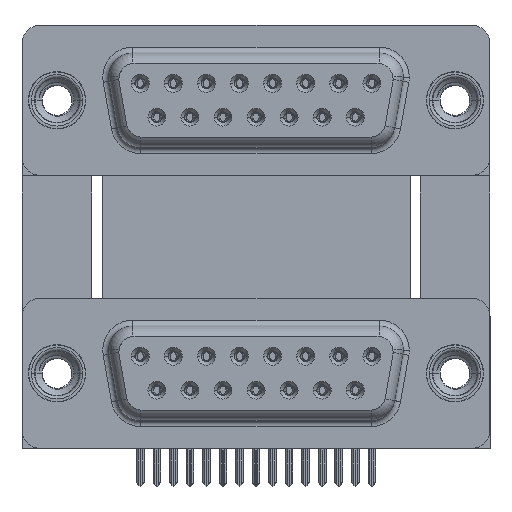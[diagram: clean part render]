
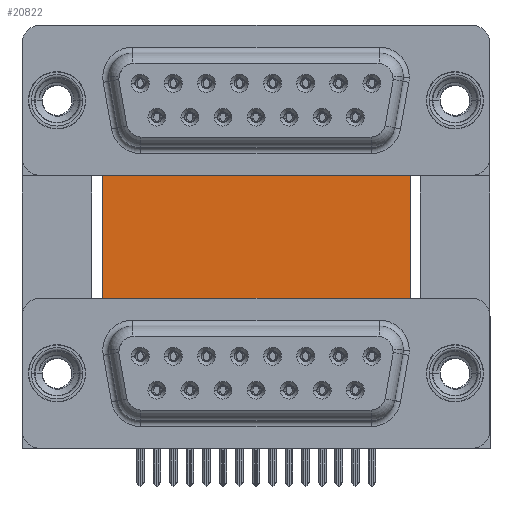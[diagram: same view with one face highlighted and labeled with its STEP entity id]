
A CAD part, top view. The second image highlights one B-rep face of the part: STEP entity #20822.
In plain terms, the highlighted planar face has unit normal (0, 0, 1).
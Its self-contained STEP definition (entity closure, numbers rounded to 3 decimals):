
#1788 = LINE ( 'NONE', #2272, #27525 ) ;
#2272 = CARTESIAN_POINT ( 'NONE',  ( 3.79, 16.585, -12. ) ) ;
#2495 = EDGE_LOOP ( 'NONE', ( #17346, #17078, #46640, #45881 ) ) ;
#4884 = AXIS2_PLACEMENT_3D ( 'NONE', #22722, #41749, #26196 ) ;
#5695 = EDGE_CURVE ( 'NONE', #26889, #6915, #21117, .T. ) ;
#5830 = CARTESIAN_POINT ( 'NONE',  ( 3.79, 16.585, -12. ) ) ;
#6528 = CARTESIAN_POINT ( 'NONE',  ( 3.79, 16.585, -12. ) ) ;
#6915 = VERTEX_POINT ( 'NONE', #19003 ) ;
#11105 = PLANE ( 'NONE',  #4884 ) ;
#12713 = VERTEX_POINT ( 'NONE', #6528 ) ;
#12969 = DIRECTION ( 'NONE',  ( 0., -1., 0. ) ) ;
#13055 = VECTOR ( 'NONE', #12969, 1000. ) ;
#13464 = VERTEX_POINT ( 'NONE', #35959 ) ;
#17078 = ORIENTED_EDGE ( 'NONE', *, *, #5695, .F. ) ;
#17346 = ORIENTED_EDGE ( 'NONE', *, *, #17466, .T. ) ;
#17466 = EDGE_CURVE ( 'NONE', #13464, #6915, #39031, .T. ) ;
#19003 = CARTESIAN_POINT ( 'NONE',  ( 29.58, -3.735, -12. ) ) ;
#19375 = CARTESIAN_POINT ( 'NONE',  ( 29.58, 16.585, -12. ) ) ;
#19755 = CARTESIAN_POINT ( 'NONE',  ( 3.79, -3.735, -12. ) ) ;
#20822 = ADVANCED_FACE ( 'NONE', ( #23435 ), #11105, .F. ) ;
#21117 = LINE ( 'NONE', #24577, #13055 ) ;
#21148 = DIRECTION ( 'NONE',  ( 1., 0., 0. ) ) ;
#22722 = CARTESIAN_POINT ( 'NONE',  ( 3.79, 16.585, -12. ) ) ;
#23435 = FACE_OUTER_BOUND ( 'NONE', #2495, .T. ) ;
#24178 = VECTOR ( 'NONE', #42983, 1000. ) ;
#24577 = CARTESIAN_POINT ( 'NONE',  ( 29.58, 16.585, -12. ) ) ;
#26196 = DIRECTION ( 'NONE',  ( -1., 0., 0. ) ) ;
#26889 = VERTEX_POINT ( 'NONE', #19375 ) ;
#27525 = VECTOR ( 'NONE', #43570, 1000. ) ;
#31897 = EDGE_CURVE ( 'NONE', #12713, #13464, #1788, .T. ) ;
#35959 = CARTESIAN_POINT ( 'NONE',  ( 3.79, -3.735, -12. ) ) ;
#38963 = EDGE_CURVE ( 'NONE', #12713, #26889, #48328, .T. ) ;
#39031 = LINE ( 'NONE', #19755, #24178 ) ;
#41749 = DIRECTION ( 'NONE',  ( 0., 0., -1. ) ) ;
#42606 = VECTOR ( 'NONE', #21148, 1000. ) ;
#42983 = DIRECTION ( 'NONE',  ( 1., 0., 0. ) ) ;
#43570 = DIRECTION ( 'NONE',  ( 0., -1., 0. ) ) ;
#45881 = ORIENTED_EDGE ( 'NONE', *, *, #31897, .T. ) ;
#46640 = ORIENTED_EDGE ( 'NONE', *, *, #38963, .F. ) ;
#48328 = LINE ( 'NONE', #5830, #42606 ) ;
